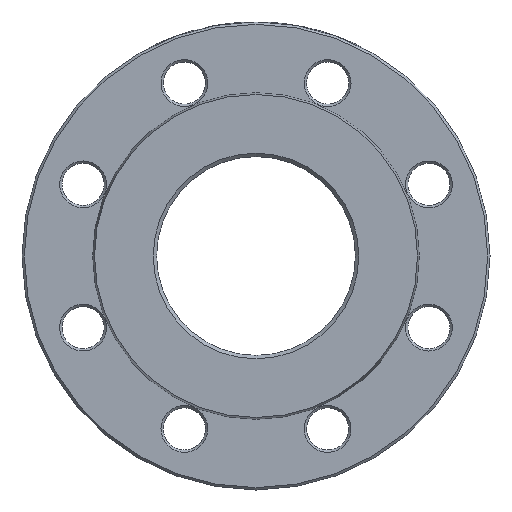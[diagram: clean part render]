
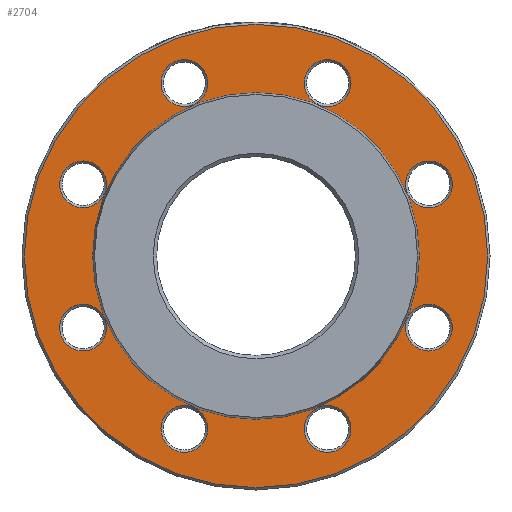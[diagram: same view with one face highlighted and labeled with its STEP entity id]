
A CAD part, left-side view. The second image highlights one B-rep face of the part: STEP entity #2704.
In plain terms, the highlighted planar face has unit normal (-1, 0, 0).
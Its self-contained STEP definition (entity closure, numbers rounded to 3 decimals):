
#9 = DIRECTION ( 'NONE',  ( 0., 0., 1. ) ) ;
#219 = DIRECTION ( 'NONE',  ( 0., 0., -1. ) ) ;
#221 = EDGE_LOOP ( 'NONE', ( #7147 ) ) ;
#253 = VERTEX_POINT ( 'NONE', #5064 ) ;
#610 = VERTEX_POINT ( 'NONE', #4128 ) ;
#675 = DIRECTION ( 'NONE',  ( 1., 0., 0. ) ) ;
#680 = EDGE_LOOP ( 'NONE', ( #5447 ) ) ;
#694 = DIRECTION ( 'NONE',  ( -1., 0., 0. ) ) ;
#698 = AXIS2_PLACEMENT_3D ( 'NONE', #2850, #1199, #9 ) ;
#736 = CIRCLE ( 'NONE', #6105, 10. ) ;
#740 = AXIS2_PLACEMENT_3D ( 'NONE', #4976, #824, #4937 ) ;
#783 = DIRECTION ( 'NONE',  ( 0., 1., 0. ) ) ;
#824 = DIRECTION ( 'NONE',  ( 1., 0., 0. ) ) ;
#869 = CARTESIAN_POINT ( 'NONE',  ( 3., -73.91, -20.615 ) ) ;
#1056 = ORIENTED_EDGE ( 'NONE', *, *, #3023, .T. ) ;
#1059 = ORIENTED_EDGE ( 'NONE', *, *, #2237, .T. ) ;
#1112 = VERTEX_POINT ( 'NONE', #2839 ) ;
#1117 = EDGE_LOOP ( 'NONE', ( #1222 ) ) ;
#1199 = DIRECTION ( 'NONE',  ( -1., 0., 0. ) ) ;
#1222 = ORIENTED_EDGE ( 'NONE', *, *, #6373, .T. ) ;
#1321 = CARTESIAN_POINT ( 'NONE',  ( 3., -30.615, -73.91 ) ) ;
#1417 = CARTESIAN_POINT ( 'NONE',  ( 3., 37.686, 66.839 ) ) ;
#1500 = VERTEX_POINT ( 'NONE', #869 ) ;
#1503 = DIRECTION ( 'NONE',  ( 0., -1., 0. ) ) ;
#1528 = CIRCLE ( 'NONE', #6148, 10. ) ;
#1543 = VERTEX_POINT ( 'NONE', #6233 ) ;
#1653 = EDGE_LOOP ( 'NONE', ( #1709 ) ) ;
#1709 = ORIENTED_EDGE ( 'NONE', *, *, #1859, .T. ) ;
#1859 = EDGE_CURVE ( 'NONE', #5144, #5144, #4130, .T. ) ;
#1912 = EDGE_CURVE ( 'NONE', #1500, #1500, #7009, .T. ) ;
#2016 = CARTESIAN_POINT ( 'NONE',  ( 3., 69.804, 0. ) ) ;
#2124 = CARTESIAN_POINT ( 'NONE',  ( 3., 73.91, 20.615 ) ) ;
#2237 = EDGE_CURVE ( 'NONE', #1543, #1543, #3970, .T. ) ;
#2278 = EDGE_CURVE ( 'NONE', #3936, #3936, #2708, .T. ) ;
#2282 = DIRECTION ( 'NONE',  ( 1., 0., 0. ) ) ;
#2493 = AXIS2_PLACEMENT_3D ( 'NONE', #6675, #3779, #4321 ) ;
#2587 = AXIS2_PLACEMENT_3D ( 'NONE', #3103, #7285, #783 ) ;
#2704 = ADVANCED_FACE ( 'NONE', ( #5505, #6249, #6720, #5040, #6131, #6878, #4372, #3911, #6758, #5700 ), #7389, .F. ) ;
#2708 = CIRCLE ( 'NONE', #5968, 10. ) ;
#2773 = CARTESIAN_POINT ( 'NONE',  ( 3., -73.91, 30.615 ) ) ;
#2839 = CARTESIAN_POINT ( 'NONE',  ( 3., -66.839, 37.686 ) ) ;
#2850 = CARTESIAN_POINT ( 'NONE',  ( 3., 0., 0. ) ) ;
#2875 = DIRECTION ( 'NONE',  ( 0., 0., 1. ) ) ;
#3023 = EDGE_CURVE ( 'NONE', #3893, #3893, #6250, .T. ) ;
#3054 = EDGE_LOOP ( 'NONE', ( #1056 ) ) ;
#3103 = CARTESIAN_POINT ( 'NONE',  ( 3., -30.615, 73.91 ) ) ;
#3120 = CIRCLE ( 'NONE', #4121, 99. ) ;
#3183 = EDGE_CURVE ( 'NONE', #4556, #4556, #4076, .T. ) ;
#3610 = DIRECTION ( 'NONE',  ( 0., -0.707, -0.707 ) ) ;
#3612 = AXIS2_PLACEMENT_3D ( 'NONE', #2016, #4452, #4957 ) ;
#3634 = EDGE_LOOP ( 'NONE', ( #7517 ) ) ;
#3779 = DIRECTION ( 'NONE',  ( 1., 0., 0. ) ) ;
#3812 = CARTESIAN_POINT ( 'NONE',  ( 3., 0., 0. ) ) ;
#3852 = CARTESIAN_POINT ( 'NONE',  ( 3., 30.615, -73.91 ) ) ;
#3893 = VERTEX_POINT ( 'NONE', #1417 ) ;
#3911 = FACE_BOUND ( 'NONE', #1653, .T. ) ;
#3936 = VERTEX_POINT ( 'NONE', #5768 ) ;
#3970 = CIRCLE ( 'NONE', #5706, 10. ) ;
#3990 = DIRECTION ( 'NONE',  ( 1., 0., 0. ) ) ;
#4076 = CIRCLE ( 'NONE', #698, 69.804 ) ;
#4092 = CARTESIAN_POINT ( 'NONE',  ( 3., 20.615, -73.91 ) ) ;
#4121 = AXIS2_PLACEMENT_3D ( 'NONE', #3812, #694, #219 ) ;
#4128 = CARTESIAN_POINT ( 'NONE',  ( 3., -20.615, 73.91 ) ) ;
#4130 = CIRCLE ( 'NONE', #740, 10. ) ;
#4321 = DIRECTION ( 'NONE',  ( 0., 0.707, -0.707 ) ) ;
#4372 = FACE_BOUND ( 'NONE', #3054, .T. ) ;
#4452 = DIRECTION ( 'NONE',  ( 1., 0., 0. ) ) ;
#4556 = VERTEX_POINT ( 'NONE', #6784 ) ;
#4669 = EDGE_CURVE ( 'NONE', #253, #253, #3120, .T. ) ;
#4701 = EDGE_CURVE ( 'NONE', #7454, #7454, #736, .T. ) ;
#4937 = DIRECTION ( 'NONE',  ( 0., 0., -1. ) ) ;
#4957 = DIRECTION ( 'NONE',  ( 0., 0., -1. ) ) ;
#4970 = EDGE_CURVE ( 'NONE', #610, #610, #5979, .T. ) ;
#4976 = CARTESIAN_POINT ( 'NONE',  ( 3., 73.91, 30.615 ) ) ;
#5040 = FACE_BOUND ( 'NONE', #6298, .T. ) ;
#5064 = CARTESIAN_POINT ( 'NONE',  ( 3., 0., -99. ) ) ;
#5144 = VERTEX_POINT ( 'NONE', #2124 ) ;
#5383 = AXIS2_PLACEMENT_3D ( 'NONE', #5721, #2282, #2875 ) ;
#5447 = ORIENTED_EDGE ( 'NONE', *, *, #4701, .T. ) ;
#5505 = FACE_BOUND ( 'NONE', #7233, .T. ) ;
#5578 = ORIENTED_EDGE ( 'NONE', *, *, #2278, .T. ) ;
#5659 = DIRECTION ( 'NONE',  ( 0., 0.707, 0.707 ) ) ;
#5700 = FACE_BOUND ( 'NONE', #6788, .T. ) ;
#5706 = AXIS2_PLACEMENT_3D ( 'NONE', #6614, #675, #3610 ) ;
#5721 = CARTESIAN_POINT ( 'NONE',  ( 3., -73.91, -30.615 ) ) ;
#5768 = CARTESIAN_POINT ( 'NONE',  ( 3., -37.686, -66.839 ) ) ;
#5968 = AXIS2_PLACEMENT_3D ( 'NONE', #1321, #6689, #6727 ) ;
#5979 = CIRCLE ( 'NONE', #2587, 10. ) ;
#6105 = AXIS2_PLACEMENT_3D ( 'NONE', #3852, #6357, #1503 ) ;
#6131 = FACE_BOUND ( 'NONE', #1117, .T. ) ;
#6148 = AXIS2_PLACEMENT_3D ( 'NONE', #2773, #3990, #5659 ) ;
#6233 = CARTESIAN_POINT ( 'NONE',  ( 3., 66.839, -37.686 ) ) ;
#6249 = FACE_BOUND ( 'NONE', #680, .T. ) ;
#6250 = CIRCLE ( 'NONE', #2493, 10. ) ;
#6298 = EDGE_LOOP ( 'NONE', ( #7298 ) ) ;
#6357 = DIRECTION ( 'NONE',  ( 1., 0., 0. ) ) ;
#6373 = EDGE_CURVE ( 'NONE', #1112, #1112, #1528, .T. ) ;
#6614 = CARTESIAN_POINT ( 'NONE',  ( 3., 73.91, -30.615 ) ) ;
#6675 = CARTESIAN_POINT ( 'NONE',  ( 3., 30.615, 73.91 ) ) ;
#6689 = DIRECTION ( 'NONE',  ( 1., 0., 0. ) ) ;
#6720 = FACE_BOUND ( 'NONE', #6970, .T. ) ;
#6727 = DIRECTION ( 'NONE',  ( 0., -0.707, 0.707 ) ) ;
#6758 = FACE_OUTER_BOUND ( 'NONE', #221, .T. ) ;
#6784 = CARTESIAN_POINT ( 'NONE',  ( 3., 0., 69.804 ) ) ;
#6788 = EDGE_LOOP ( 'NONE', ( #6931 ) ) ;
#6878 = FACE_BOUND ( 'NONE', #3634, .T. ) ;
#6931 = ORIENTED_EDGE ( 'NONE', *, *, #3183, .F. ) ;
#6970 = EDGE_LOOP ( 'NONE', ( #5578 ) ) ;
#7009 = CIRCLE ( 'NONE', #5383, 10. ) ;
#7147 = ORIENTED_EDGE ( 'NONE', *, *, #4669, .T. ) ;
#7233 = EDGE_LOOP ( 'NONE', ( #1059 ) ) ;
#7285 = DIRECTION ( 'NONE',  ( 1., 0., 0. ) ) ;
#7298 = ORIENTED_EDGE ( 'NONE', *, *, #1912, .T. ) ;
#7389 = PLANE ( 'NONE',  #3612 ) ;
#7454 = VERTEX_POINT ( 'NONE', #4092 ) ;
#7517 = ORIENTED_EDGE ( 'NONE', *, *, #4970, .T. ) ;
